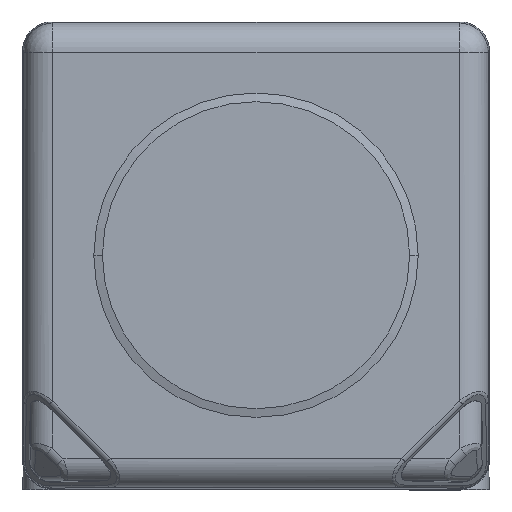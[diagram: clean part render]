
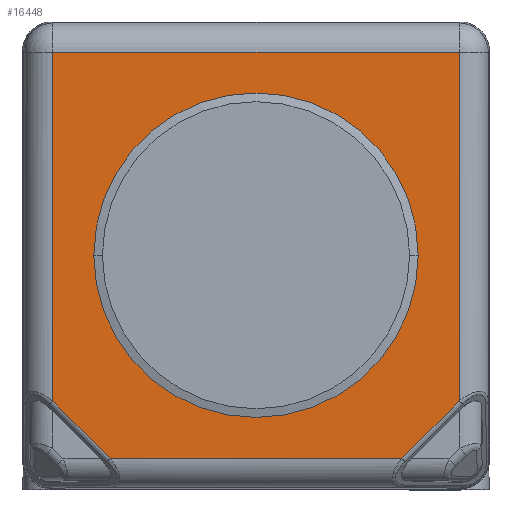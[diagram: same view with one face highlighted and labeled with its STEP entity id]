
A CAD part, top view. The second image highlights one B-rep face of the part: STEP entity #16448.
In plain terms, the highlighted planar face has unit normal (0, 0, 1).
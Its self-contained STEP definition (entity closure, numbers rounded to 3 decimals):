
#3366=DIRECTION('',(-1.,0.,0.));
#3367=VECTOR('',#3366,34.946);
#3368=CARTESIAN_POINT('',(17.473,17.473,12.21));
#3369=LINE('',#3368,#3367);
#3409=DIRECTION('',(0.,1.,0.));
#3410=VECTOR('',#3409,30.006);
#3411=CARTESIAN_POINT('',(17.473,-12.533,12.21));
#3412=LINE('',#3411,#3410);
#3562=CARTESIAN_POINT('',(12.533,-17.473,12.21));
#3588=CARTESIAN_POINT('',(-12.533,-17.473,
12.21));
#3590=DIRECTION('',(1.,0.,0.));
#3591=VECTOR('',#3590,25.066);
#3592=CARTESIAN_POINT('',(-12.533,-17.473,
12.21));
#3593=LINE('',#3592,#3591);
#3739=DIRECTION('',(0.,-1.,0.));
#3740=VECTOR('',#3739,30.006);
#3741=CARTESIAN_POINT('',(-17.473,17.473,12.21));
#3742=LINE('',#3741,#3740);
#3743=DIRECTION('',(-0.707,-0.707,0.));
#3744=VECTOR('',#3743,6.986);
#3745=CARTESIAN_POINT('',(17.473,-12.533,12.21));
#3746=LINE('',#3745,#3744);
#3747=DIRECTION('',(-0.707,0.707,0.));
#3748=VECTOR('',#3747,6.986);
#3749=CARTESIAN_POINT('',(-12.533,-17.473,
12.21));
#3750=LINE('',#3749,#3748);
#3751=CARTESIAN_POINT('',(0.,0.,12.21));
#3752=DIRECTION('',(0.,0.,1.));
#3753=DIRECTION('',(-1.,0.,0.));
#3754=AXIS2_PLACEMENT_3D('',#3751,#3752,#3753);
#3756=CARTESIAN_POINT('',(0.,0.,12.21));
#3757=DIRECTION('',(0.,0.,1.));
#3758=DIRECTION('',(1.,0.,0.));
#3759=AXIS2_PLACEMENT_3D('',#3756,#3757,#3758);
#8563=VERTEX_POINT('',#3562);
#8566=VERTEX_POINT('',#3588);
#8567=CARTESIAN_POINT('',(-17.473,-12.533,
12.21));
#8568=VERTEX_POINT('',#8567);
#8569=CARTESIAN_POINT('',(17.473,-12.533,12.21));
#8570=VERTEX_POINT('',#8569);
#8571=CARTESIAN_POINT('',(-17.473,17.473,12.21));
#8572=VERTEX_POINT('',#8571);
#8573=CARTESIAN_POINT('',(17.473,17.473,12.21));
#8574=VERTEX_POINT('',#8573);
#8575=CARTESIAN_POINT('',(-13.946,0.,12.21));
#8576=CARTESIAN_POINT('',(13.946,0.,12.21));
#8577=VERTEX_POINT('',#8575);
#8578=VERTEX_POINT('',#8576);
#16427=CARTESIAN_POINT('',(0.,0.,12.21));
#16428=DIRECTION('',(0.,0.,1.));
#16429=DIRECTION('',(0.,-1.,0.));
#16430=AXIS2_PLACEMENT_3D('',#16427,#16428,#16429);
#16431=PLANE('',#16430);
#16433=ORIENTED_EDGE('',*,*,#16432,.T.);
#16434=ORIENTED_EDGE('',*,*,#16115,.F.);
#16436=ORIENTED_EDGE('',*,*,#16435,.T.);
#16437=ORIENTED_EDGE('',*,*,#16415,.F.);
#16438=ORIENTED_EDGE('',*,*,#15710,.F.);
#16439=ORIENTED_EDGE('',*,*,#15790,.F.);
#16440=EDGE_LOOP('',(#16433,#16434,#16436,#16437,#16438,#16439));
#16441=FACE_OUTER_BOUND('',#16440,.F.);
#16443=ORIENTED_EDGE('',*,*,#16442,.T.);
#16445=ORIENTED_EDGE('',*,*,#16444,.T.);
#16446=EDGE_LOOP('',(#16443,#16445));
#16447=FACE_BOUND('',#16446,.F.);
#16448=ADVANCED_FACE('',(#16441,#16447),#16431,.T.);
#3755=CIRCLE('',#3754,13.946);
#3760=CIRCLE('',#3759,13.946);
#15710=EDGE_CURVE('',#8574,#8572,#3369,.T.);
#15790=EDGE_CURVE('',#8570,#8574,#3412,.T.);
#16115=EDGE_CURVE('',#8566,#8563,#3593,.T.);
#16415=EDGE_CURVE('',#8572,#8568,#3742,.T.);
#16432=EDGE_CURVE('',#8570,#8563,#3746,.T.);
#16435=EDGE_CURVE('',#8566,#8568,#3750,.T.);
#16442=EDGE_CURVE('',#8577,#8578,#3755,.T.);
#16444=EDGE_CURVE('',#8578,#8577,#3760,.T.);
